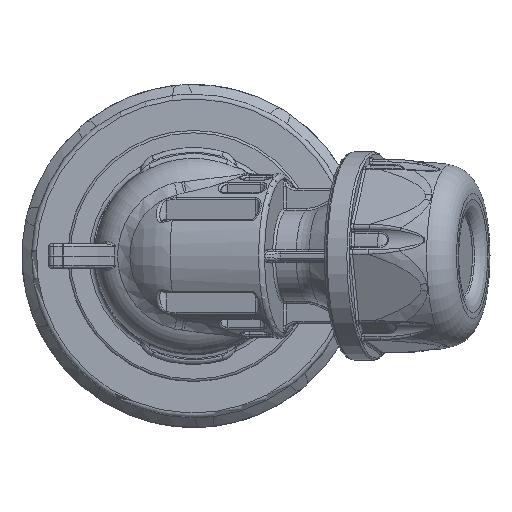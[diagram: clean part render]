
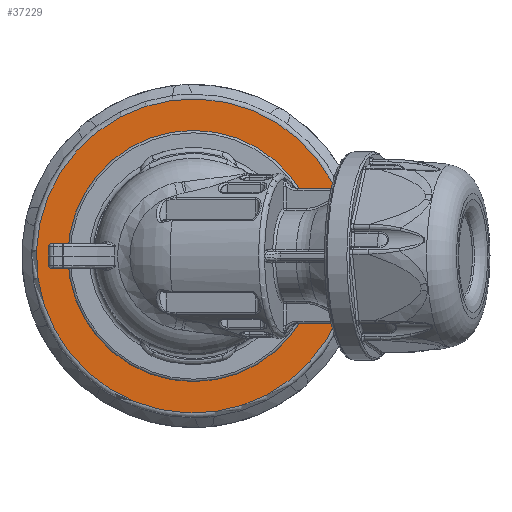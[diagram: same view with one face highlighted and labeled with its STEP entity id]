
A CAD part, left-side view. The second image highlights one B-rep face of the part: STEP entity #37229.
In plain terms, the highlighted planar face has unit normal (-1, 0, 0).
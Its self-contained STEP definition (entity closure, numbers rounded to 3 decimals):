
#2799 = CARTESIAN_POINT ( 'NONE',  ( -2.752, 0., 0. ) ) ;
#2940 = AXIS2_PLACEMENT_3D ( 'NONE', #24361, #17497, #35830 ) ;
#3373 = EDGE_LOOP ( 'NONE', ( #54765 ) ) ;
#11025 = ORIENTED_EDGE ( 'NONE', *, *, #18429, .T. ) ;
#17037 = FACE_OUTER_BOUND ( 'NONE', #42307, .T. ) ;
#17497 = DIRECTION ( 'NONE',  ( -1., 0., 0. ) ) ;
#18429 = EDGE_CURVE ( 'NONE', #24989, #24989, #30978, .T. ) ;
#19239 = CARTESIAN_POINT ( 'NONE',  ( -2.752, 17.222, -27.562 ) ) ;
#22805 = DIRECTION ( 'NONE',  ( 0., 1., 0. ) ) ;
#24361 = CARTESIAN_POINT ( 'NONE',  ( -2.752, 0., 0. ) ) ;
#24989 = VERTEX_POINT ( 'NONE', #19239 ) ;
#26123 = DIRECTION ( 'NONE',  ( 1., 0., 0. ) ) ;
#26128 = AXIS2_PLACEMENT_3D ( 'NONE', #2799, #26123, #38707 ) ;
#29896 = EDGE_CURVE ( 'NONE', #37576, #37576, #57875, .T. ) ;
#30978 = CIRCLE ( 'NONE', #2940, 32.5 ) ;
#31829 = CARTESIAN_POINT ( 'NONE',  ( -2.752, -25.1, 0. ) ) ;
#35378 = CARTESIAN_POINT ( 'NONE',  ( -2.752, 0., 0. ) ) ;
#35830 = DIRECTION ( 'NONE',  ( 0., 0.53, -0.848 ) ) ;
#37229 = ADVANCED_FACE ( 'NONE', ( #17037, #64085 ), #40354, .T. ) ;
#37576 = VERTEX_POINT ( 'NONE', #31829 ) ;
#38707 = DIRECTION ( 'NONE',  ( 0., -1., 0. ) ) ;
#40354 = PLANE ( 'NONE',  #65580 ) ;
#42307 = EDGE_LOOP ( 'NONE', ( #11025 ) ) ;
#54765 = ORIENTED_EDGE ( 'NONE', *, *, #29896, .T. ) ;
#57875 = CIRCLE ( 'NONE', #26128, 25.1 ) ;
#64085 = FACE_BOUND ( 'NONE', #3373, .T. ) ;
#64452 = DIRECTION ( 'NONE',  ( -1., 0., 0. ) ) ;
#65580 = AXIS2_PLACEMENT_3D ( 'NONE', #35378, #64452, #22805 ) ;
